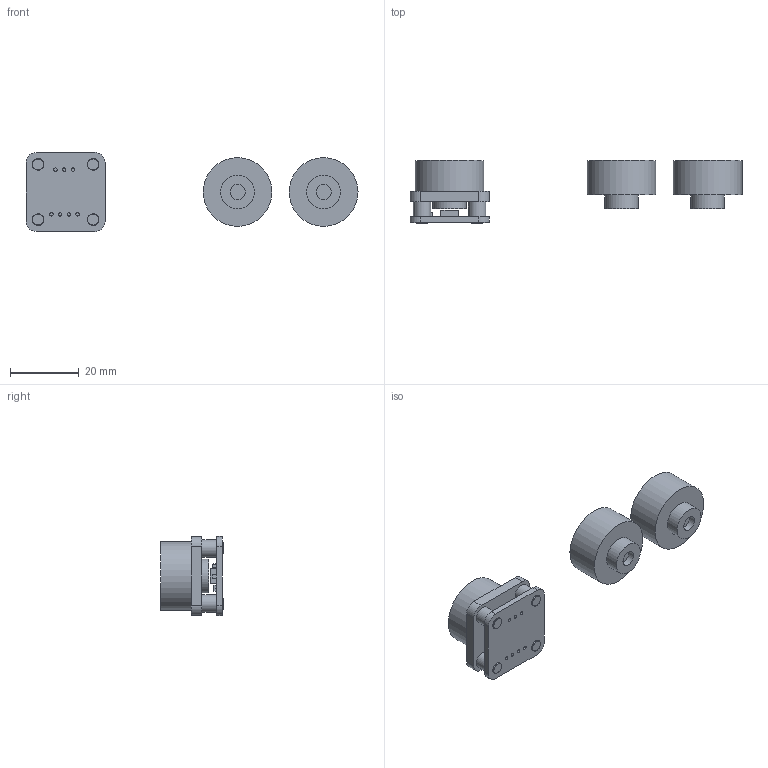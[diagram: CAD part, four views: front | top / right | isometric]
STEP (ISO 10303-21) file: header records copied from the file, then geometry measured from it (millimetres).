
FILE_DESCRIPTION(/* description */ (''),/* implementation_level */ '2;1');
FILE_NAME(/* name */ 'AS5600_test_jig v5.step',/* time_stamp */ '2025-04-09T00:03:02+02:00',/* author */ (''),/* organization */ (''),/* preprocessor_version */ 'ST-DEVELOPER v20.1',/* originating_system */ 'Autodesk Translation Framework v14.4.0.0',/* authorisation */ '');
FILE_SCHEMA (('AUTOMOTIVE_DESIGN { 1 0 10303 214 3 1 1 }'));
Length unit declared in the file: millimetre
Products named in the file (1): AS5600_test_jig
Bounding box: 96.5 x 18.3 x 23 mm (x, y, z)
Volume: 12941.3 mm3; surface area: 7271.4 mm2
Topology: 6 solids, 6 shells, 108 faces, 222 edges, 148 vertices
Faces by surface type: plane 70, cylinder 34, cone 4
Full cylindrical faces by diameter (mm): 1 x7, 3.4 x4, 4.1 x1, 4.4 x3, 5 x4, 9.8 x3, 10 x1, 20 x3
Entity records: 3018 total; most frequent: DIRECTION 516, CARTESIAN_POINT 479, ORIENTED_EDGE 444, EDGE_CURVE 222, AXIS2_PLACEMENT_3D 185, EDGE_LOOP 152, VERTEX_POINT 148, LINE 146
